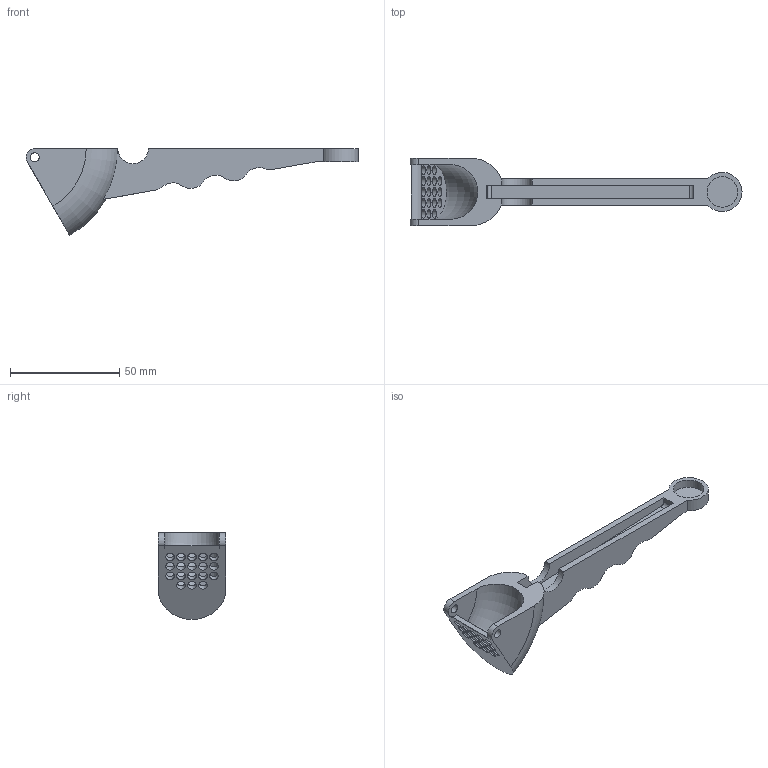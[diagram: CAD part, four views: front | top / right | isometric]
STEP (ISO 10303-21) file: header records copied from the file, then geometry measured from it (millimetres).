
FILE_DESCRIPTION(/* description */ (''),/* implementation_level */ '2;1');
FILE_NAME(/* name */ 'Part 087.stp',/* time_stamp */ '2015-02-26T11:09:12+02:00',/* author */ ('SFC'),/* organization */ (''),/* preprocessor_version */ 'ST-DEVELOPER v15.2',/* originating_system */ 'Autodesk Inventor 2014',/* authorisation */ '');
FILE_SCHEMA (('AUTOMOTIVE_DESIGN { 1 0 10303 214 3 1 1 }'));
Length unit declared in the file: millimetre
Products named in the file (1): Part 087
Bounding box: 152.07 x 31 x 39.84 mm (x, y, z)
Volume: 30161.1 mm3; surface area: 13747.6 mm2
Topology: 1 solids, 1 shells, 57 faces, 180 edges, 126 vertices
Faces by surface type: cylinder 36, plane 19, torus 2
Full cylindrical faces by diameter (mm): 4 x20, 14 x1
Entity records: 1948 total; most frequent: CARTESIAN_POINT 352, DIRECTION 335, ORIENTED_EDGE 280, EDGE_CURVE 140, AXIS2_PLACEMENT_3D 140, EDGE_LOOP 119, VERTEX_POINT 107, CIRCLE 82
